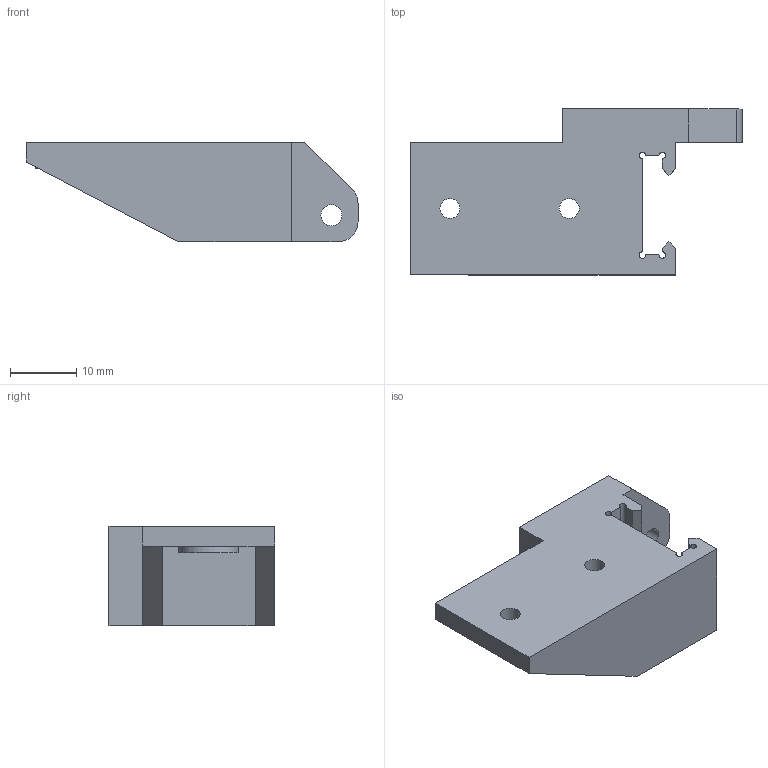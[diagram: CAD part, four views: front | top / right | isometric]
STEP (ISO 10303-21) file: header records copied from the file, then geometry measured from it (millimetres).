
FILE_DESCRIPTION(/* description */ (''),/* implementation_level */ '2;1');
FILE_NAME(/* name */ 'grip arm.stp',/* time_stamp */ '2023-05-02T14:39:33+02:00',/* author */ ('M'),/* organization */ (''),/* preprocessor_version */ 'ST-DEVELOPER v18.1',/* originating_system */ 'Autodesk Inventor 2021',/* authorisation */ '');
FILE_SCHEMA (('AUTOMOTIVE_DESIGN { 1 0 10303 214 3 1 1 }'));
Length unit declared in the file: millimetre
Products named in the file (1): grip arm
Bounding box: 50 x 25 x 15 mm (x, y, z)
Volume: 6977.1 mm3; surface area: 4480.1 mm2
Topology: 1 solids, 1 shells, 40 faces, 115 edges, 79 vertices
Faces by surface type: plane 29, cylinder 11
Full cylindrical faces by diameter (mm): 3 x2, 3.175 x1, 9 x2
Entity records: 1389 total; most frequent: CARTESIAN_POINT 235, ORIENTED_EDGE 230, DIRECTION 229, EDGE_CURVE 115, LINE 83, VECTOR 83, VERTEX_POINT 79, AXIS2_PLACEMENT_3D 73
